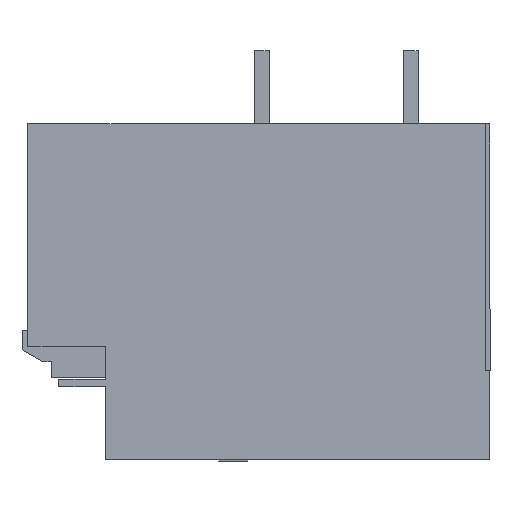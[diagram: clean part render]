
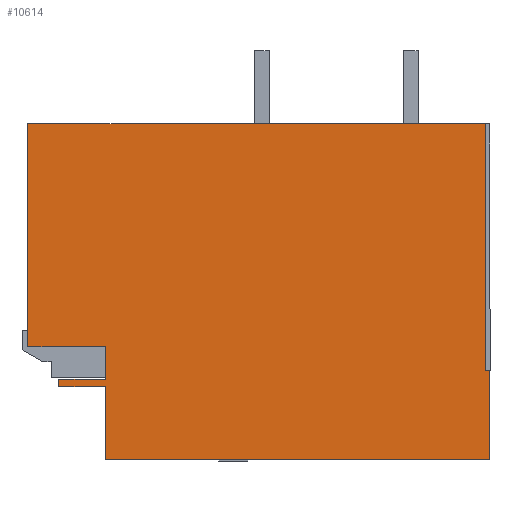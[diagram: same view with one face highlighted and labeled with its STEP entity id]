
A CAD part, left-side view. The second image highlights one B-rep face of the part: STEP entity #10614.
In plain terms, the highlighted planar face has unit normal (-1, 0, 0).
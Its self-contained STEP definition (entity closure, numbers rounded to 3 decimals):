
#208 = CARTESIAN_POINT ( 'NONE',  ( -108., 104.5, 77. ) ) ;
#578 = DIRECTION ( 'NONE',  ( 0., 0., -1. ) ) ;
#789 = CARTESIAN_POINT ( 'NONE',  ( -108., 157.5, 77. ) ) ;
#914 = EDGE_CURVE ( 'NONE', #11874, #6004, #10778, .T. ) ;
#922 = DIRECTION ( 'NONE',  ( 1., 0., 0. ) ) ;
#926 = DIRECTION ( 'NONE',  ( 0., -1., 0. ) ) ;
#985 = CARTESIAN_POINT ( 'NONE',  ( -108., -157.5, 0. ) ) ;
#1142 = VECTOR ( 'NONE', #4213, 1000. ) ;
#1167 = DIRECTION ( 'NONE',  ( 0., 0., -1. ) ) ;
#1286 = ORIENTED_EDGE ( 'NONE', *, *, #2628, .T. ) ;
#1611 = VECTOR ( 'NONE', #11321, 1000. ) ;
#1815 = CARTESIAN_POINT ( 'NONE',  ( -108., -154.5, 229. ) ) ;
#1902 = VECTOR ( 'NONE', #7837, 1000. ) ;
#2535 = EDGE_LOOP ( 'NONE', ( #6055, #5983, #3851, #7552, #12866, #11029, #4005, #9770, #5040, #5497, #1286, #3928 ) ) ;
#2552 = VERTEX_POINT ( 'NONE', #985 ) ;
#2628 = EDGE_CURVE ( 'NONE', #9397, #2552, #11460, .T. ) ;
#2797 = CARTESIAN_POINT ( 'NONE',  ( -108., 157.5, 229. ) ) ;
#2968 = CARTESIAN_POINT ( 'NONE',  ( -108., 136.5, 55. ) ) ;
#3262 = VECTOR ( 'NONE', #578, 1000. ) ;
#3787 = CARTESIAN_POINT ( 'NONE',  ( -108., 104.5, 0. ) ) ;
#3851 = ORIENTED_EDGE ( 'NONE', *, *, #11847, .F. ) ;
#3881 = EDGE_CURVE ( 'NONE', #4140, #9397, #11820, .T. ) ;
#3928 = ORIENTED_EDGE ( 'NONE', *, *, #10533, .F. ) ;
#4005 = ORIENTED_EDGE ( 'NONE', *, *, #12233, .T. ) ;
#4130 = CARTESIAN_POINT ( 'NONE',  ( -108., 136.5, 50. ) ) ;
#4140 = VERTEX_POINT ( 'NONE', #13126 ) ;
#4180 = VECTOR ( 'NONE', #926, 1000. ) ;
#4213 = DIRECTION ( 'NONE',  ( 0., 1., 0. ) ) ;
#4586 = EDGE_CURVE ( 'NONE', #12057, #7651, #5122, .T. ) ;
#4591 = CARTESIAN_POINT ( 'NONE',  ( -108., 136.5, 56. ) ) ;
#5005 = LINE ( 'NONE', #2797, #14247 ) ;
#5040 = ORIENTED_EDGE ( 'NONE', *, *, #12113, .F. ) ;
#5122 = LINE ( 'NONE', #789, #10496 ) ;
#5256 = PLANE ( 'NONE',  #13763 ) ;
#5322 = CARTESIAN_POINT ( 'NONE',  ( -108., -157.5, 229. ) ) ;
#5370 = CARTESIAN_POINT ( 'NONE',  ( -108., -154.5, 61. ) ) ;
#5437 = VECTOR ( 'NONE', #1167, 1000. ) ;
#5497 = ORIENTED_EDGE ( 'NONE', *, *, #3881, .T. ) ;
#5755 = CARTESIAN_POINT ( 'NONE',  ( -108., -157.5, 61. ) ) ;
#5825 = LINE ( 'NONE', #10305, #1611 ) ;
#5983 = ORIENTED_EDGE ( 'NONE', *, *, #914, .F. ) ;
#6004 = VERTEX_POINT ( 'NONE', #5370 ) ;
#6055 = ORIENTED_EDGE ( 'NONE', *, *, #10387, .F. ) ;
#6137 = VERTEX_POINT ( 'NONE', #13352 ) ;
#6984 = DIRECTION ( 'NONE',  ( 0., -1., 0. ) ) ;
#7285 = DIRECTION ( 'NONE',  ( 0., 0., -1. ) ) ;
#7321 = FACE_OUTER_BOUND ( 'NONE', #2535, .T. ) ;
#7552 = ORIENTED_EDGE ( 'NONE', *, *, #13832, .T. ) ;
#7592 = LINE ( 'NONE', #8483, #1142 ) ;
#7651 = VERTEX_POINT ( 'NONE', #11222 ) ;
#7837 = DIRECTION ( 'NONE',  ( 0., 0., -1. ) ) ;
#7903 = CARTESIAN_POINT ( 'NONE',  ( -108., -157.5, 61. ) ) ;
#7983 = DIRECTION ( 'NONE',  ( 0., -1., 0. ) ) ;
#8390 = CARTESIAN_POINT ( 'NONE',  ( -108., 104.5, 50. ) ) ;
#8483 = CARTESIAN_POINT ( 'NONE',  ( -108., 157.5, 50. ) ) ;
#8805 = CARTESIAN_POINT ( 'NONE',  ( -108., 104.5, 55. ) ) ;
#8871 = EDGE_CURVE ( 'NONE', #7651, #11397, #13484, .T. ) ;
#9311 = EDGE_CURVE ( 'NONE', #10624, #13455, #12296, .T. ) ;
#9343 = VECTOR ( 'NONE', #6984, 1000. ) ;
#9397 = VERTEX_POINT ( 'NONE', #3787 ) ;
#9426 = CARTESIAN_POINT ( 'NONE',  ( -108., -157.5, 0. ) ) ;
#9569 = VECTOR ( 'NONE', #11751, 1000. ) ;
#9600 = CARTESIAN_POINT ( 'NONE',  ( -108., -157.5, 229. ) ) ;
#9770 = ORIENTED_EDGE ( 'NONE', *, *, #9311, .T. ) ;
#10141 = VECTOR ( 'NONE', #13752, 1000. ) ;
#10242 = LINE ( 'NONE', #7903, #13177 ) ;
#10305 = CARTESIAN_POINT ( 'NONE',  ( -108., 157.5, 55. ) ) ;
#10387 = EDGE_CURVE ( 'NONE', #6004, #13261, #10242, .T. ) ;
#10496 = VECTOR ( 'NONE', #12738, 1000. ) ;
#10533 = EDGE_CURVE ( 'NONE', #13261, #2552, #11625, .T. ) ;
#10614 = ADVANCED_FACE ( 'NONE', ( #7321 ), #5256, .F. ) ;
#10624 = VERTEX_POINT ( 'NONE', #2968 ) ;
#10667 = CARTESIAN_POINT ( 'NONE',  ( -108., 157.5, 77. ) ) ;
#10759 = LINE ( 'NONE', #9600, #4180 ) ;
#10778 = LINE ( 'NONE', #1815, #3262 ) ;
#11029 = ORIENTED_EDGE ( 'NONE', *, *, #8871, .T. ) ;
#11222 = CARTESIAN_POINT ( 'NONE',  ( -108., 104.5, 77. ) ) ;
#11321 = DIRECTION ( 'NONE',  ( 0., 1., 0. ) ) ;
#11397 = VERTEX_POINT ( 'NONE', #8805 ) ;
#11460 = LINE ( 'NONE', #9426, #9343 ) ;
#11625 = LINE ( 'NONE', #11705, #10141 ) ;
#11705 = CARTESIAN_POINT ( 'NONE',  ( -108., -157.5, 229. ) ) ;
#11751 = DIRECTION ( 'NONE',  ( 0., 0., -1. ) ) ;
#11820 = LINE ( 'NONE', #8390, #9569 ) ;
#11847 = EDGE_CURVE ( 'NONE', #6137, #11874, #10759, .T. ) ;
#11874 = VERTEX_POINT ( 'NONE', #12497 ) ;
#12057 = VERTEX_POINT ( 'NONE', #10667 ) ;
#12113 = EDGE_CURVE ( 'NONE', #4140, #13455, #7592, .T. ) ;
#12233 = EDGE_CURVE ( 'NONE', #11397, #10624, #5825, .T. ) ;
#12296 = LINE ( 'NONE', #4591, #1902 ) ;
#12497 = CARTESIAN_POINT ( 'NONE',  ( -108., -154.5, 229. ) ) ;
#12738 = DIRECTION ( 'NONE',  ( 0., -1., 0. ) ) ;
#12866 = ORIENTED_EDGE ( 'NONE', *, *, #4586, .T. ) ;
#13126 = CARTESIAN_POINT ( 'NONE',  ( -108., 104.5, 50. ) ) ;
#13177 = VECTOR ( 'NONE', #7983, 1000. ) ;
#13261 = VERTEX_POINT ( 'NONE', #5755 ) ;
#13352 = CARTESIAN_POINT ( 'NONE',  ( -108., 157.5, 229. ) ) ;
#13455 = VERTEX_POINT ( 'NONE', #4130 ) ;
#13484 = LINE ( 'NONE', #208, #5437 ) ;
#13752 = DIRECTION ( 'NONE',  ( 0., 0., -1. ) ) ;
#13763 = AXIS2_PLACEMENT_3D ( 'NONE', #5322, #922, #14344 ) ;
#13832 = EDGE_CURVE ( 'NONE', #6137, #12057, #5005, .T. ) ;
#14247 = VECTOR ( 'NONE', #7285, 1000. ) ;
#14344 = DIRECTION ( 'NONE',  ( 0., 0., -1. ) ) ;
